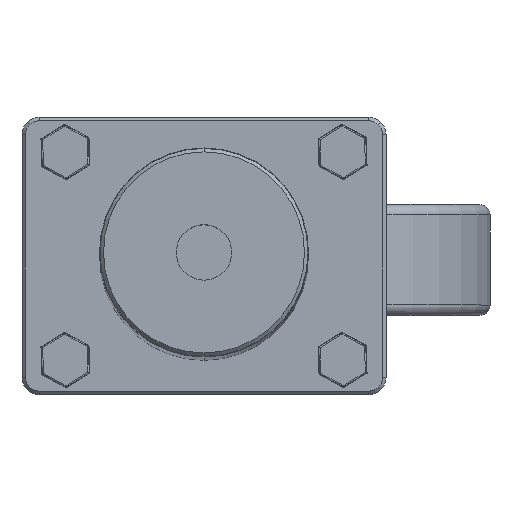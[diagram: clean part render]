
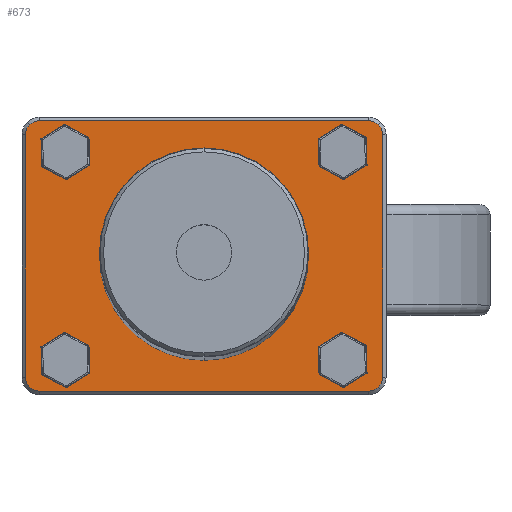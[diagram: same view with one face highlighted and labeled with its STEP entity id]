
A CAD part, top view. The second image highlights one B-rep face of the part: STEP entity #673.
In plain terms, the highlighted planar face has unit normal (0, 0, 1).
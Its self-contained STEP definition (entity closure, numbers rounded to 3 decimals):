
#673=ADVANCED_FACE('',(#1410,#1411,#1412,#1413,#1414,#1415),#1416,.T.);
#1410=FACE_BOUND('',#2321,.T.);
#1411=FACE_BOUND('',#2322,.T.);
#1412=FACE_BOUND('',#2323,.T.);
#1413=FACE_BOUND('',#2324,.T.);
#1414=FACE_BOUND('',#2325,.T.);
#1415=FACE_OUTER_BOUND('',#2326,.T.);
#1416=PLANE('',#2327);
#2321=EDGE_LOOP('',(#3752,#3753));
#2322=EDGE_LOOP('',(#3754,#3755));
#2323=EDGE_LOOP('',(#3756,#3757));
#2324=EDGE_LOOP('',(#3758,#3759));
#2325=EDGE_LOOP('',(#3760,#3761));
#2326=EDGE_LOOP('',(#3762,#3763,#3764,#3765,#3766,#3767,#3768,#3769,#3770,#3771,#3772,#3773));
#2327=AXIS2_PLACEMENT_3D('',#3774,#3775,#3776);
#3752=ORIENTED_EDGE('',*,*,#5407,.T.);
#3753=ORIENTED_EDGE('',*,*,#5480,.T.);
#3754=ORIENTED_EDGE('',*,*,#5481,.T.);
#3755=ORIENTED_EDGE('',*,*,#5482,.T.);
#3756=ORIENTED_EDGE('',*,*,#5054,.T.);
#3757=ORIENTED_EDGE('',*,*,#5331,.T.);
#3758=ORIENTED_EDGE('',*,*,#5396,.T.);
#3759=ORIENTED_EDGE('',*,*,#5483,.T.);
#3760=ORIENTED_EDGE('',*,*,#5484,.T.);
#3761=ORIENTED_EDGE('',*,*,#5382,.T.);
#3762=ORIENTED_EDGE('',*,*,#5485,.F.);
#3763=ORIENTED_EDGE('',*,*,#5486,.F.);
#3764=ORIENTED_EDGE('',*,*,#5323,.F.);
#3765=ORIENTED_EDGE('',*,*,#5082,.F.);
#3766=ORIENTED_EDGE('',*,*,#5487,.F.);
#3767=ORIENTED_EDGE('',*,*,#5488,.F.);
#3768=ORIENTED_EDGE('',*,*,#5440,.F.);
#3769=ORIENTED_EDGE('',*,*,#5489,.F.);
#3770=ORIENTED_EDGE('',*,*,#5047,.F.);
#3771=ORIENTED_EDGE('',*,*,#5392,.F.);
#3772=ORIENTED_EDGE('',*,*,#5490,.F.);
#3773=ORIENTED_EDGE('',*,*,#5416,.F.);
#3774=CARTESIAN_POINT('',(1523.638,-2450.828,160.607));
#3775=DIRECTION('',(0.0,-0.0,1.0));
#3776=DIRECTION('',(0.,1.0,0.0));
#5047=EDGE_CURVE('',#5953,#5956,#5957,.T.);
#5054=EDGE_CURVE('',#5963,#5967,#5969,.T.);
#5082=EDGE_CURVE('',#6014,#6009,#6016,.T.);
#5323=EDGE_CURVE('',#6009,#6402,#6403,.T.);
#5331=EDGE_CURVE('',#5967,#5963,#6414,.T.);
#5382=EDGE_CURVE('',#6488,#6486,#6489,.T.);
#5392=EDGE_CURVE('',#6503,#5953,#6505,.T.);
#5396=EDGE_CURVE('',#6507,#6509,#6511,.T.);
#5407=EDGE_CURVE('',#6525,#6523,#6526,.T.);
#5416=EDGE_CURVE('',#6535,#6537,#6538,.T.);
#5440=EDGE_CURVE('',#6569,#6565,#6571,.T.);
#5480=EDGE_CURVE('',#6523,#6525,#6621,.T.);
#5481=EDGE_CURVE('',#6622,#6623,#6624,.T.);
#5482=EDGE_CURVE('',#6623,#6622,#6625,.T.);
#5483=EDGE_CURVE('',#6509,#6507,#6626,.T.);
#5484=EDGE_CURVE('',#6486,#6488,#6627,.T.);
#5485=EDGE_CURVE('',#6628,#6535,#6629,.T.);
#5486=EDGE_CURVE('',#6402,#6628,#6630,.T.);
#5487=EDGE_CURVE('',#6631,#6014,#6632,.T.);
#5488=EDGE_CURVE('',#6565,#6631,#6633,.T.);
#5489=EDGE_CURVE('',#5956,#6569,#6634,.T.);
#5490=EDGE_CURVE('',#6537,#6503,#6635,.T.);
#5953=VERTEX_POINT('',#7187);
#5956=VERTEX_POINT('',#7191);
#5957=CIRCLE('',#7192,4.);
#5963=VERTEX_POINT('',#7199);
#5967=VERTEX_POINT('',#7204);
#5969=CIRCLE('',#7207,4.5);
#6009=VERTEX_POINT('',#7255);
#6014=VERTEX_POINT('',#7261);
#6016=CIRCLE('',#7264,4.0);
#6402=VERTEX_POINT('',#7750);
#6403=CIRCLE('',#7751,4.0);
#6414=CIRCLE('',#7763,4.5);
#6486=VERTEX_POINT('',#7853);
#6488=VERTEX_POINT('',#7856);
#6489=CIRCLE('',#7857,4.5);
#6503=VERTEX_POINT('',#7874);
#6505=CIRCLE('',#7877,4.);
#6507=VERTEX_POINT('',#7879);
#6509=VERTEX_POINT('',#7882);
#6511=CIRCLE('',#7885,4.5);
#6523=VERTEX_POINT('',#7901);
#6525=VERTEX_POINT('',#7904);
#6526=CIRCLE('',#7905,12.0);
#6535=VERTEX_POINT('',#7918);
#6537=VERTEX_POINT('',#7921);
#6538=CIRCLE('',#7922,4.);
#6565=VERTEX_POINT('',#7958);
#6569=VERTEX_POINT('',#7963);
#6571=CIRCLE('',#7966,4.);
#6621=CIRCLE('',#8033,12.0);
#6622=VERTEX_POINT('',#8034);
#6623=VERTEX_POINT('',#8035);
#6624=CIRCLE('',#8036,4.5);
#6625=CIRCLE('',#8037,4.5);
#6626=CIRCLE('',#8038,4.5);
#6627=CIRCLE('',#8039,4.5);
#6628=VERTEX_POINT('',#8040);
#6629=CIRCLE('',#8041,4.);
#6630=LINE('',#8042,#8043);
#6631=VERTEX_POINT('',#8044);
#6632=LINE('',#8045,#8046);
#6633=CIRCLE('',#8047,4.);
#6634=LINE('',#8048,#8049);
#6635=LINE('',#8050,#8051);
#7187=CARTESIAN_POINT('',(1420.809,-2373.,160.607));
#7191=CARTESIAN_POINT('',(1423.638,-2371.828,160.607));
#7192=AXIS2_PLACEMENT_3D('',#8618,#8619,#8620);
#7199=CARTESIAN_POINT('',(1431.138,-2385.328,160.607));
#7204=CARTESIAN_POINT('',(1431.138,-2376.328,160.607));
#7207=AXIS2_PLACEMENT_3D('',#8630,#8631,#8632);
#7255=CARTESIAN_POINT('',(1521.466,-2448.657,160.607));
#7261=CARTESIAN_POINT('',(1522.638,-2445.828,160.607));
#7264=AXIS2_PLACEMENT_3D('',#8676,#8677,#8678);
#7750=CARTESIAN_POINT('',(1518.638,-2449.828,160.607));
#7751=AXIS2_PLACEMENT_3D('',#9031,#9032,#9033);
#7763=AXIS2_PLACEMENT_3D('',#9047,#9048,#9049);
#7853=CARTESIAN_POINT('',(1511.138,-2385.328,160.607));
#7856=CARTESIAN_POINT('',(1511.138,-2376.328,160.607));
#7857=AXIS2_PLACEMENT_3D('',#9117,#9118,#9119);
#7874=CARTESIAN_POINT('',(1419.638,-2375.828,160.607));
#7877=AXIS2_PLACEMENT_3D('',#9133,#9134,#9135);
#7879=CARTESIAN_POINT('',(1511.138,-2436.328,160.607));
#7882=CARTESIAN_POINT('',(1511.138,-2445.328,160.607));
#7885=AXIS2_PLACEMENT_3D('',#9138,#9139,#9140);
#7901=CARTESIAN_POINT('',(1471.138,-2398.828,160.607));
#7904=CARTESIAN_POINT('',(1471.138,-2422.828,160.607));
#7905=AXIS2_PLACEMENT_3D('',#9149,#9150,#9151);
#7918=CARTESIAN_POINT('',(1420.809,-2448.657,160.607));
#7921=CARTESIAN_POINT('',(1419.638,-2445.828,160.607));
#7922=AXIS2_PLACEMENT_3D('',#9160,#9161,#9162);
#7958=CARTESIAN_POINT('',(1521.466,-2373.,160.607));
#7963=CARTESIAN_POINT('',(1518.638,-2371.828,160.607));
#7966=AXIS2_PLACEMENT_3D('',#9192,#9193,#9194);
#8033=AXIS2_PLACEMENT_3D('',#9245,#9246,#9247);
#8034=CARTESIAN_POINT('',(1431.138,-2436.328,160.607));
#8035=CARTESIAN_POINT('',(1431.138,-2445.328,160.607));
#8036=AXIS2_PLACEMENT_3D('',#9248,#9249,#9250);
#8037=AXIS2_PLACEMENT_3D('',#9251,#9252,#9253);
#8038=AXIS2_PLACEMENT_3D('',#9254,#9255,#9256);
#8039=AXIS2_PLACEMENT_3D('',#9257,#9258,#9259);
#8040=CARTESIAN_POINT('',(1423.638,-2449.828,160.607));
#8041=AXIS2_PLACEMENT_3D('',#9260,#9261,#9262);
#8042=CARTESIAN_POINT('',(1523.638,-2449.828,160.607));
#8043=VECTOR('',#9263,1.0);
#8044=CARTESIAN_POINT('',(1522.638,-2375.828,160.607));
#8045=CARTESIAN_POINT('',(1522.638,-2410.828,160.607));
#8046=VECTOR('',#9264,1.0);
#8047=AXIS2_PLACEMENT_3D('',#9265,#9266,#9267);
#8048=CARTESIAN_POINT('',(1471.138,-2371.828,160.607));
#8049=VECTOR('',#9268,1.0);
#8050=CARTESIAN_POINT('',(1419.638,-2450.828,160.607));
#8051=VECTOR('',#9269,1.0);
#8618=CARTESIAN_POINT('',(1423.638,-2375.828,160.607));
#8619=DIRECTION('',(0.0,0.0,-1.0));
#8620=DIRECTION('',(-0.707,0.707,0.0));
#8630=CARTESIAN_POINT('',(1431.138,-2380.828,160.607));
#8631=DIRECTION('',(0.0,-0.0,-1.0));
#8632=DIRECTION('',(0.,-1.0,0.0));
#8676=CARTESIAN_POINT('',(1518.638,-2445.828,160.607));
#8677=DIRECTION('',(0.0,-0.0,-1.0));
#8678=DIRECTION('',(0.707,-0.707,0.0));
#9031=CARTESIAN_POINT('',(1518.638,-2445.828,160.607));
#9032=DIRECTION('',(0.0,-0.0,-1.0));
#9033=DIRECTION('',(0.707,-0.707,0.0));
#9047=CARTESIAN_POINT('',(1431.138,-2380.828,160.607));
#9048=DIRECTION('',(0.0,-0.0,-1.0));
#9049=DIRECTION('',(0.,-1.0,0.0));
#9117=CARTESIAN_POINT('',(1511.138,-2380.828,160.607));
#9118=DIRECTION('',(0.0,-0.0,-1.0));
#9119=DIRECTION('',(0.,-1.0,0.0));
#9133=CARTESIAN_POINT('',(1423.638,-2375.828,160.607));
#9134=DIRECTION('',(0.0,0.0,-1.0));
#9135=DIRECTION('',(-0.707,0.707,0.0));
#9138=CARTESIAN_POINT('',(1511.138,-2440.828,160.607));
#9139=DIRECTION('',(0.0,0.0,-1.0));
#9140=DIRECTION('',(0.,1.0,0.0));
#9149=CARTESIAN_POINT('',(1471.138,-2410.828,160.607));
#9150=DIRECTION('',(0.0,0.0,-1.0));
#9151=DIRECTION('',(0.,1.0,0.0));
#9160=CARTESIAN_POINT('',(1423.638,-2445.828,160.607));
#9161=DIRECTION('',(0.0,-0.0,-1.0));
#9162=DIRECTION('',(-0.707,-0.707,0.0));
#9192=CARTESIAN_POINT('',(1518.638,-2375.828,160.607));
#9193=DIRECTION('',(0.0,0.0,-1.0));
#9194=DIRECTION('',(0.707,0.707,0.0));
#9245=CARTESIAN_POINT('',(1471.138,-2410.828,160.607));
#9246=DIRECTION('',(0.0,0.0,-1.0));
#9247=DIRECTION('',(0.,1.0,0.0));
#9248=CARTESIAN_POINT('',(1431.138,-2440.828,160.607));
#9249=DIRECTION('',(0.0,0.0,-1.0));
#9250=DIRECTION('',(0.,1.0,0.0));
#9251=CARTESIAN_POINT('',(1431.138,-2440.828,160.607));
#9252=DIRECTION('',(0.0,0.0,-1.0));
#9253=DIRECTION('',(0.,1.0,0.0));
#9254=CARTESIAN_POINT('',(1511.138,-2440.828,160.607));
#9255=DIRECTION('',(0.0,0.0,-1.0));
#9256=DIRECTION('',(0.,1.0,0.0));
#9257=CARTESIAN_POINT('',(1511.138,-2380.828,160.607));
#9258=DIRECTION('',(0.0,-0.0,-1.0));
#9259=DIRECTION('',(0.,-1.0,0.0));
#9260=CARTESIAN_POINT('',(1423.638,-2445.828,160.607));
#9261=DIRECTION('',(0.0,-0.0,-1.0));
#9262=DIRECTION('',(-0.707,-0.707,0.0));
#9263=DIRECTION('',(-1.0,0.,0.0));
#9264=DIRECTION('',(0.,-1.0,0.0));
#9265=CARTESIAN_POINT('',(1518.638,-2375.828,160.607));
#9266=DIRECTION('',(0.0,0.0,-1.0));
#9267=DIRECTION('',(0.707,0.707,0.0));
#9268=DIRECTION('',(1.0,0.,0.0));
#9269=DIRECTION('',(0.,1.0,0.0));
